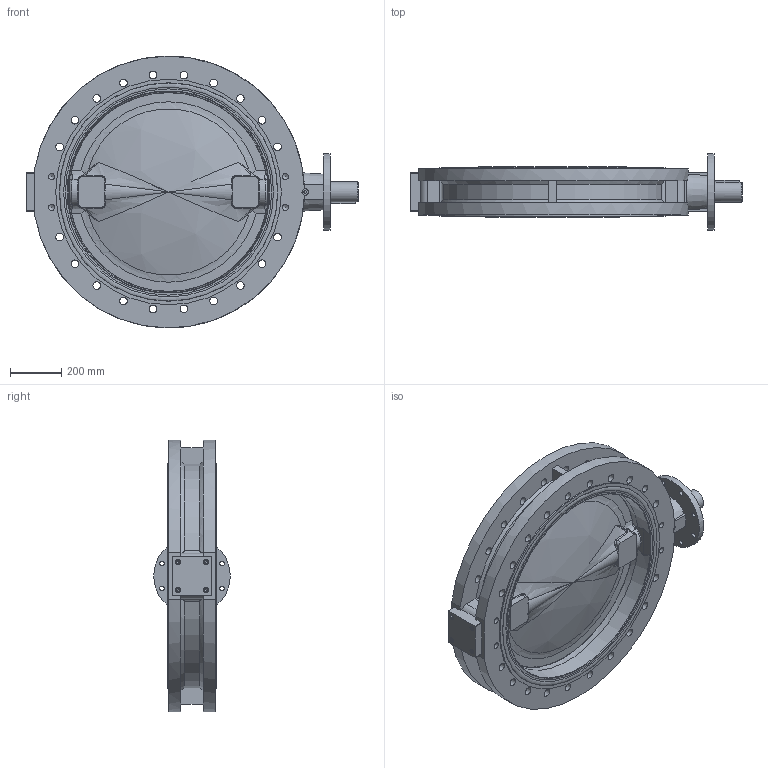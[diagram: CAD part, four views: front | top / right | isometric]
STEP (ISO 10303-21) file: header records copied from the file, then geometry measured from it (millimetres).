
FILE_DESCRIPTION((''),'2;1');
FILE_NAME('F012 K1 DN800 PN6.stp','2015-07-03T07:48:03',('hellwig'),(''),'Autodesk Inventor 2013','Autodesk Inventor 2013','');
FILE_SCHEMA(('AUTOMOTIVE_DESIGN { 1 0 10303 214 1 1 1 1 }'));
Length unit declared in the file: millimetre
Products named in the file (1): M28396_Shrinkwrap_1
Bounding box: 1295 x 298 x 1060 mm (x, y, z)
Volume: 71761750.1 mm3; surface area: 4747412.6 mm2
Topology: 1 solids, 11 shells, 1145 faces, 2960 edges, 1887 vertices
Faces by surface type: bspline 389, plane 310, cylinder 207, cone 102, torus 70, sphere 67
Full cylindrical faces by diameter (mm): 10.106 x5, 12 x4, 13.5 x4, 18 x12, 20 x4, 23.752 x8, 25 x1, 30 x40, 55 x1, 65 x2, 65.1 x1, 75 x1, 75.1 x1, 79.5 x1, 80 x3, 80.2 x4, 80.5 x6, 86.4 x2, 87.2 x1, 88.4 x2, 91.8 x1, 95 x4, 115 x1, 129 x1, 200 x1, 298 x1, 880 x2
Entity records: 53786 total; most frequent: CARTESIAN_POINT 28326, ORIENTED_EDGE 5358, DIRECTION 4002, EDGE_CURVE 2679, VERTEX_POINT 1822, AXIS2_PLACEMENT_3D 1664, EDGE_LOOP 1559, STYLED_ITEM 1145
